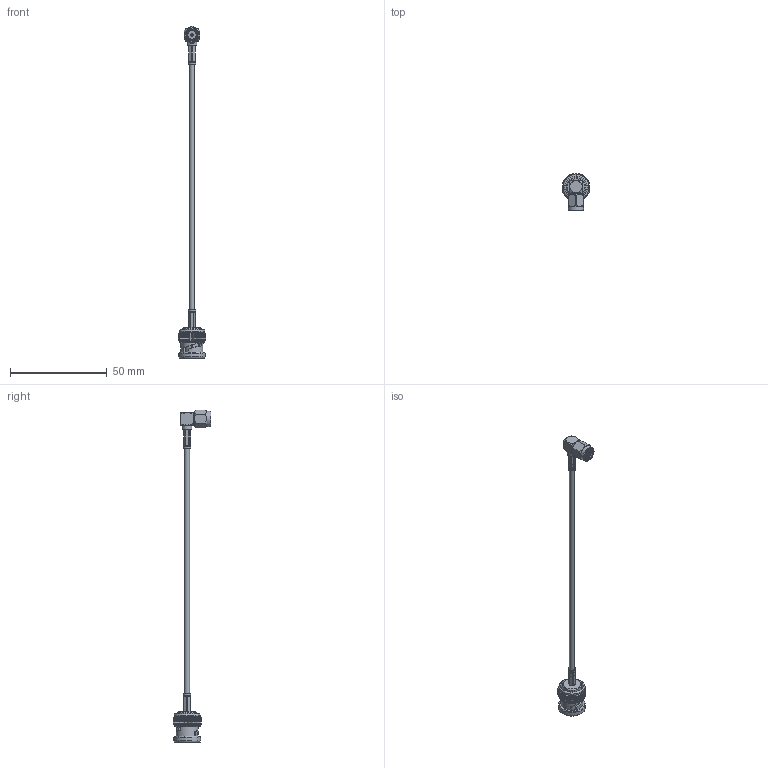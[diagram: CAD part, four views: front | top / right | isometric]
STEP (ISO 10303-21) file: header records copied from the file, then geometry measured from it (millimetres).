
FILE_DESCRIPTION (( 'STEP AP203' ), '1' );
FILE_NAME ('PE3C3437LF.step', '2020-02-21T15:05:45', ( '' ), ( '' ), 'SwSTEP 2.0', 'SolidWorks 2018', '' );
FILE_SCHEMA (( 'CONFIG_CONTROL_DESIGN' ));
Length unit declared in the file: inch
Products named in the file (4): PE4009_CRIMPED; Coax Cable_RG187A-U; PE45045 ｦ SC6031_Crimped; PE3C3437LF
Assembly tree (3 placements, depth 2):
  PE3C3437LF
    Coax Cable_RG187A-U
    PE4009_CRIMPED
    PE45045 ｦ SC6031_Crimped
Bounding box: 14.46 x 19.56 x 171.94 mm (x, y, z)
Volume: 2910.1 mm3; surface area: 4323.1 mm2
Topology: 6 solids, 7 shells, 768 faces, 1938 edges, 1203 vertices
Faces by surface type: plane 331, cylinder 223, cone 194, bspline 17, torus 3
Full cylindrical faces by diameter (mm): 0.94 x1, 1.194 x1, 1.27 x1, 1.702 x2, 2.184 x1, 2.591 x1, 2.692 x2, 2.794 x1, 3.48 x2, 3.988 x2, 4.064 x1, 4.572 x1, 4.877 x1, 5.08 x2, 5.835 x1, 6.35 x6, 6.539 x1, 7.112 x1, 7.877 x1, 8.621 x1, 9.395 x1, 9.991 x1, 11.395 x1, 11.515 x1, 13.38 x2, 13.922 x1
Entity records: 27853 total; most frequent: CARTESIAN_POINT 10276, ORIENTED_EDGE 3688, DIRECTION 3366, EDGE_CURVE 1844, AXIS2_PLACEMENT_3D 1312, VERTEX_POINT 1168, EDGE_LOOP 840, FACE_OUTER_BOUND 802
